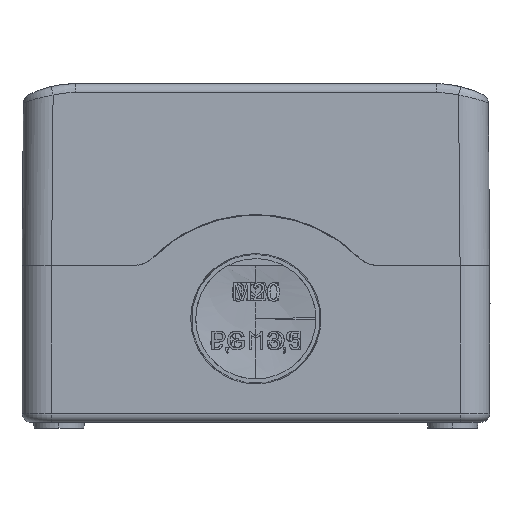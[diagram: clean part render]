
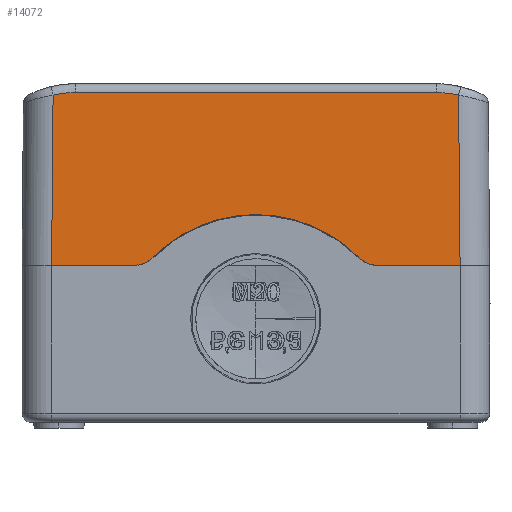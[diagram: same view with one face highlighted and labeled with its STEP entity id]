
A CAD part, left-side view. The second image highlights one B-rep face of the part: STEP entity #14072.
In plain terms, the highlighted planar face has unit normal (-1, 0, 0.009).
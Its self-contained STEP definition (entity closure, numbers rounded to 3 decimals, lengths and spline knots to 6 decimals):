
#9084=CARTESIAN_POINT('',(-0.0585,0.0345,0.0265));
#9086=DIRECTION('',(0.,-1.,0.));
#9087=VECTOR('',#9086,0.013681);
#9088=CARTESIAN_POINT('',(-0.0585,0.0345,0.0265));
#9089=LINE('',#9088,#9087);
#9298=CARTESIAN_POINT('',(-0.0585,0.020819,0.0265));
#9299=CARTESIAN_POINT('',(-0.0585,0.020475,0.0265));
#9300=CARTESIAN_POINT('',(-0.058499,0.019815,
0.02657));
#9301=CARTESIAN_POINT('',(-0.058497,0.018899,
0.026851));
#9302=CARTESIAN_POINT('',(-0.058493,0.018051,
0.027299));
#9303=CARTESIAN_POINT('',(-0.058489,0.017534,
0.027715));
#9304=CARTESIAN_POINT('',(-0.058487,0.017291,
0.027958));
#9306=DIRECTION('',(0.009,-0.009,1.));
#9307=VECTOR('',#9306,0.028768);
#9308=CARTESIAN_POINT('',(-0.0585,0.0345,0.0265));
#9309=LINE('',#9308,#9307);
#9310=CARTESIAN_POINT('',(-0.058384,0.0305,
0.039764));
#9311=DIRECTION('',(1.,0.,-0.009));
#9312=DIRECTION('',(0.008,0.235,0.972));
#9313=AXIS2_PLACEMENT_3D('',#9310,#9311,#9312);
#9315=CARTESIAN_POINT('',(-0.058245,-0.0305,
0.055713));
#9316=CARTESIAN_POINT('',(-0.058245,-0.03064,
0.055713));
#9317=CARTESIAN_POINT('',(-0.058245,-0.030921,
0.055709));
#9318=CARTESIAN_POINT('',(-0.058245,-0.031341,
0.055693));
#9319=CARTESIAN_POINT('',(-0.058245,-0.03176,
0.055665));
#9320=CARTESIAN_POINT('',(-0.058246,-0.032179,
0.055626));
#9321=CARTESIAN_POINT('',(-0.058246,-0.032597,
0.055577));
#9322=CARTESIAN_POINT('',(-0.058247,-0.033013,
0.055516));
#9323=CARTESIAN_POINT('',(-0.058247,-0.033427,
0.055444));
#9324=CARTESIAN_POINT('',(-0.058248,-0.03384,
0.055361));
#9325=CARTESIAN_POINT('',(-0.058249,-0.034113,
0.055299));
#9326=CARTESIAN_POINT('',(-0.058249,-0.034249,
0.055266));
#9328=DIRECTION('',(-0.009,-0.009,-1.));
#9329=VECTOR('',#9328,0.028768);
#9330=CARTESIAN_POINT('',(-0.058249,-0.034249,
0.055266));
#9331=LINE('',#9330,#9329);
#9678=DIRECTION('',(0.,-1.,0.));
#9679=VECTOR('',#9678,0.013681);
#9680=CARTESIAN_POINT('',(-0.0585,-0.020819,0.0265));
#9681=LINE('',#9680,#9679);
#11645=DIRECTION('',(0.,1.,0.));
#11646=VECTOR('',#11645,0.061);
#11647=CARTESIAN_POINT('',(-0.058245,-0.0305,
0.055713));
#11648=LINE('',#11647,#11646);
#13000=CARTESIAN_POINT('',(-0.058487,-0.017291,
0.027958));
#13001=CARTESIAN_POINT('',(-0.058489,-0.017534,
0.027715));
#13002=CARTESIAN_POINT('',(-0.058493,-0.018051,
0.027299));
#13003=CARTESIAN_POINT('',(-0.058497,-0.018899,
0.026851));
#13004=CARTESIAN_POINT('',(-0.058499,-0.019815,
0.02657));
#13005=CARTESIAN_POINT('',(-0.0585,-0.020475,0.0265));
#13006=CARTESIAN_POINT('',(-0.0585,-0.020819,0.0265));
#13023=CARTESIAN_POINT('',(-0.058487,0.017291,
0.027958));
#13024=CARTESIAN_POINT('',(-0.058482,0.016693,
0.028553));
#13025=CARTESIAN_POINT('',(-0.058472,0.015462,
0.029656));
#13026=CARTESIAN_POINT('',(-0.05846,0.013519,
0.031078));
#13027=CARTESIAN_POINT('',(-0.05845,0.011487,
0.032283));
#13028=CARTESIAN_POINT('',(-0.058441,0.009368,
0.033278));
#13029=CARTESIAN_POINT('',(-0.058434,0.007164,
0.034068));
#13030=CARTESIAN_POINT('',(-0.058429,0.004874,
0.03465));
#13031=CARTESIAN_POINT('',(-0.058426,0.002494,
0.035013));
#13032=CARTESIAN_POINT('',(-0.058425,0.000843,0.0351));
#13033=CARTESIAN_POINT('',(-0.058425,0.,0.0351));
#13035=CARTESIAN_POINT('',(-0.058425,0.,0.0351));
#13036=CARTESIAN_POINT('',(-0.058425,-0.000843,0.0351));
#13037=CARTESIAN_POINT('',(-0.058426,-0.002494,
0.035013));
#13038=CARTESIAN_POINT('',(-0.058429,-0.004874,
0.03465));
#13039=CARTESIAN_POINT('',(-0.058434,-0.007164,
0.034068));
#13040=CARTESIAN_POINT('',(-0.058441,-0.009368,
0.033278));
#13041=CARTESIAN_POINT('',(-0.05845,-0.011487,
0.032283));
#13042=CARTESIAN_POINT('',(-0.05846,-0.013519,
0.031078));
#13043=CARTESIAN_POINT('',(-0.058472,-0.015462,
0.029656));
#13044=CARTESIAN_POINT('',(-0.058482,-0.016693,
0.028553));
#13045=CARTESIAN_POINT('',(-0.058487,-0.017291,
0.027958));
#13128=VERTEX_POINT('',#9084);
#13129=CARTESIAN_POINT('',(-0.0585,0.020819,0.0265));
#13130=VERTEX_POINT('',#13129);
#13464=CARTESIAN_POINT('',(-0.0585,-0.020819,0.0265));
#13465=VERTEX_POINT('',#13464);
#13466=CARTESIAN_POINT('',(-0.0585,-0.0345,0.0265));
#13467=VERTEX_POINT('',#13466);
#13520=VERTEX_POINT('',#9304);
#13521=CARTESIAN_POINT('',(-0.058249,0.034249,
0.055266));
#13522=VERTEX_POINT('',#13521);
#13523=CARTESIAN_POINT('',(-0.058245,0.0305,0.055713));
#13524=VERTEX_POINT('',#13523);
#13525=CARTESIAN_POINT('',(-0.058245,-0.0305,
0.055713));
#13526=VERTEX_POINT('',#13525);
#13527=VERTEX_POINT('',#9326);
#13528=VERTEX_POINT('',#13000);
#13529=VERTEX_POINT('',#13035);
#14045=CARTESIAN_POINT('',(-0.0585,-0.0395,0.0265));
#14046=DIRECTION('',(-1.,0.,0.009));
#14047=DIRECTION('',(0.009,0.,1.));
#14048=AXIS2_PLACEMENT_3D('',#14045,#14046,#14047);
#14049=PLANE('',#14048);
#14050=ORIENTED_EDGE('',*,*,#13868,.F.);
#14052=ORIENTED_EDGE('',*,*,#14051,.T.);
#14054=ORIENTED_EDGE('',*,*,#14053,.T.);
#14056=ORIENTED_EDGE('',*,*,#14055,.F.);
#14058=ORIENTED_EDGE('',*,*,#14057,.T.);
#14060=ORIENTED_EDGE('',*,*,#14059,.T.);
#14062=ORIENTED_EDGE('',*,*,#14061,.F.);
#14064=ORIENTED_EDGE('',*,*,#14063,.F.);
#14066=ORIENTED_EDGE('',*,*,#14065,.F.);
#14068=ORIENTED_EDGE('',*,*,#14067,.F.);
#14069=ORIENTED_EDGE('',*,*,#14030,.F.);
#14070=EDGE_LOOP('',(#14050,#14052,#14054,#14056,#14058,#14060,#14062,#14064,
#14066,#14068,#14069));
#14071=FACE_OUTER_BOUND('',#14070,.F.);
#9305=B_SPLINE_CURVE_WITH_KNOTS('',3,(#9298,#9299,#9300,#9301,#9302,#9303,
#9304),.UNSPECIFIED.,.F.,.F.,(4,1,1,1,4),(0.,0.25,0.5,0.75,1.),
.UNSPECIFIED.);
#9314=CIRCLE('',#9313,0.015949);
#9327=B_SPLINE_CURVE_WITH_KNOTS('',3,(#9315,#9316,#9317,#9318,#9319,#9320,#9321,
#9322,#9323,#9324,#9325,#9326),.UNSPECIFIED.,.F.,.F.,(4,1,1,1,1,1,1,1,1,4),
(0.,0.111111,0.222222,0.333333,0.444444,
0.555556,0.666667,0.777778,0.888889,1.),
.UNSPECIFIED.);
#13007=B_SPLINE_CURVE_WITH_KNOTS('',3,(#13000,#13001,#13002,#13003,#13004,
#13005,#13006),.UNSPECIFIED.,.F.,.F.,(4,1,1,1,4),(0.,0.25,0.5,0.75,
1.),.UNSPECIFIED.);
#13034=B_SPLINE_CURVE_WITH_KNOTS('',3,(#13023,#13024,#13025,#13026,#13027,
#13028,#13029,#13030,#13031,#13032,#13033),.UNSPECIFIED.,.F.,.F.,(4,1,1,1,1,1,1,
1,4),(0.,0.125,0.25,0.375,0.5,0.625,0.75,0.875,1.),
.UNSPECIFIED.);
#13046=B_SPLINE_CURVE_WITH_KNOTS('',3,(#13035,#13036,#13037,#13038,#13039,
#13040,#13041,#13042,#13043,#13044,#13045),.UNSPECIFIED.,.F.,.F.,(4,1,1,1,1,1,1,
1,4),(0.,0.125,0.25,0.375,0.5,0.625,0.75,0.875,1.),
.UNSPECIFIED.);
#13868=EDGE_CURVE('',#13128,#13130,#9089,.T.);
#14030=EDGE_CURVE('',#13130,#13520,#9305,.T.);
#14051=EDGE_CURVE('',#13128,#13522,#9309,.T.);
#14053=EDGE_CURVE('',#13522,#13524,#9314,.T.);
#14055=EDGE_CURVE('',#13526,#13524,#11648,.T.);
#14057=EDGE_CURVE('',#13526,#13527,#9327,.T.);
#14059=EDGE_CURVE('',#13527,#13467,#9331,.T.);
#14061=EDGE_CURVE('',#13465,#13467,#9681,.T.);
#14063=EDGE_CURVE('',#13528,#13465,#13007,.T.);
#14065=EDGE_CURVE('',#13529,#13528,#13046,.T.);
#14067=EDGE_CURVE('',#13520,#13529,#13034,.T.);
#14072=ADVANCED_FACE('',(#14071),#14049,.T.);
